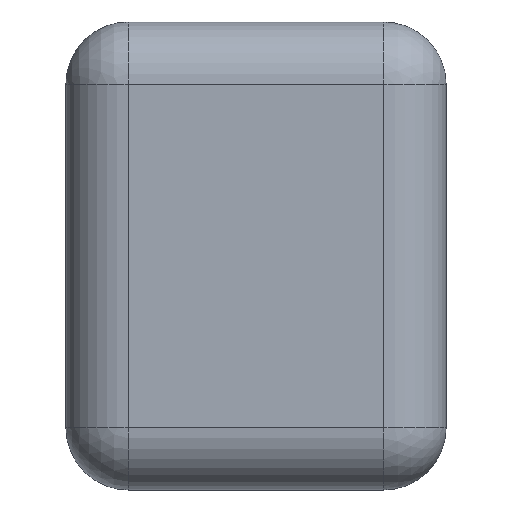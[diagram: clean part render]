
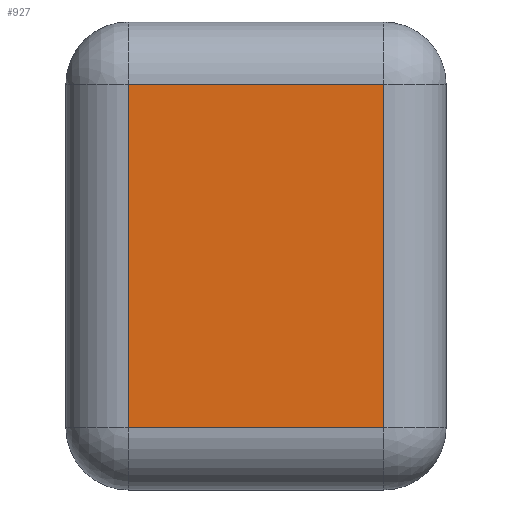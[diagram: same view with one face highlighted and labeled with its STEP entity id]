
A CAD part, left-side view. The second image highlights one B-rep face of the part: STEP entity #927.
In plain terms, the highlighted planar face has unit normal (-1, 0, 0).
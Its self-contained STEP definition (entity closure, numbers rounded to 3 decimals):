
#8 = LINE ( 'NONE', #847, #564 ) ;
#17 = VECTOR ( 'NONE', #858, 1000. ) ;
#19 = VERTEX_POINT ( 'NONE', #687 ) ;
#78 = CARTESIAN_POINT ( 'NONE',  ( -1.6, 0.213, -0.8 ) ) ;
#93 = AXIS2_PLACEMENT_3D ( 'NONE', #813, #338, #522 ) ;
#152 = CARTESIAN_POINT ( 'NONE',  ( -1.6, 1.3, -0.587 ) ) ;
#188 = VECTOR ( 'NONE', #442, 1000. ) ;
#195 = EDGE_CURVE ( 'NONE', #1078, #824, #606, .T. ) ;
#201 = EDGE_LOOP ( 'NONE', ( #769, #419, #332, #1135 ) ) ;
#332 = ORIENTED_EDGE ( 'NONE', *, *, #1055, .T. ) ;
#338 = DIRECTION ( 'NONE',  ( 1., 0., 0. ) ) ;
#412 = DIRECTION ( 'NONE',  ( 0., 1., 0. ) ) ;
#419 = ORIENTED_EDGE ( 'NONE', *, *, #882, .T. ) ;
#442 = DIRECTION ( 'NONE',  ( 0., -1., 0. ) ) ;
#453 = EDGE_CURVE ( 'NONE', #824, #19, #8, .T. ) ;
#494 = CARTESIAN_POINT ( 'NONE',  ( -1.6, 1.3, 0.587 ) ) ;
#522 = DIRECTION ( 'NONE',  ( 0., 0., -1. ) ) ;
#556 = FACE_OUTER_BOUND ( 'NONE', #201, .T. ) ;
#564 = VECTOR ( 'NONE', #736, 1000. ) ;
#606 = LINE ( 'NONE', #494, #973 ) ;
#623 = PLANE ( 'NONE',  #93 ) ;
#638 = VERTEX_POINT ( 'NONE', #820 ) ;
#685 = LINE ( 'NONE', #152, #188 ) ;
#687 = CARTESIAN_POINT ( 'NONE',  ( -1.6, 1.087, -0.587 ) ) ;
#736 = DIRECTION ( 'NONE',  ( 0., 0., -1. ) ) ;
#769 = ORIENTED_EDGE ( 'NONE', *, *, #453, .T. ) ;
#813 = CARTESIAN_POINT ( 'NONE',  ( -1.6, 1.3, -0.8 ) ) ;
#820 = CARTESIAN_POINT ( 'NONE',  ( -1.6, 0.213, -0.587 ) ) ;
#824 = VERTEX_POINT ( 'NONE', #1086 ) ;
#847 = CARTESIAN_POINT ( 'NONE',  ( -1.6, 1.087, -0.8 ) ) ;
#858 = DIRECTION ( 'NONE',  ( 0., 0., 1. ) ) ;
#882 = EDGE_CURVE ( 'NONE', #19, #638, #685, .T. ) ;
#927 = ADVANCED_FACE ( 'NONE', ( #556 ), #623, .F. ) ;
#973 = VECTOR ( 'NONE', #412, 1000. ) ;
#1055 = EDGE_CURVE ( 'NONE', #638, #1078, #1237, .T. ) ;
#1056 = CARTESIAN_POINT ( 'NONE',  ( -1.6, 0.213, 0.587 ) ) ;
#1078 = VERTEX_POINT ( 'NONE', #1056 ) ;
#1086 = CARTESIAN_POINT ( 'NONE',  ( -1.6, 1.087, 0.587 ) ) ;
#1135 = ORIENTED_EDGE ( 'NONE', *, *, #195, .T. ) ;
#1237 = LINE ( 'NONE', #78, #17 ) ;
